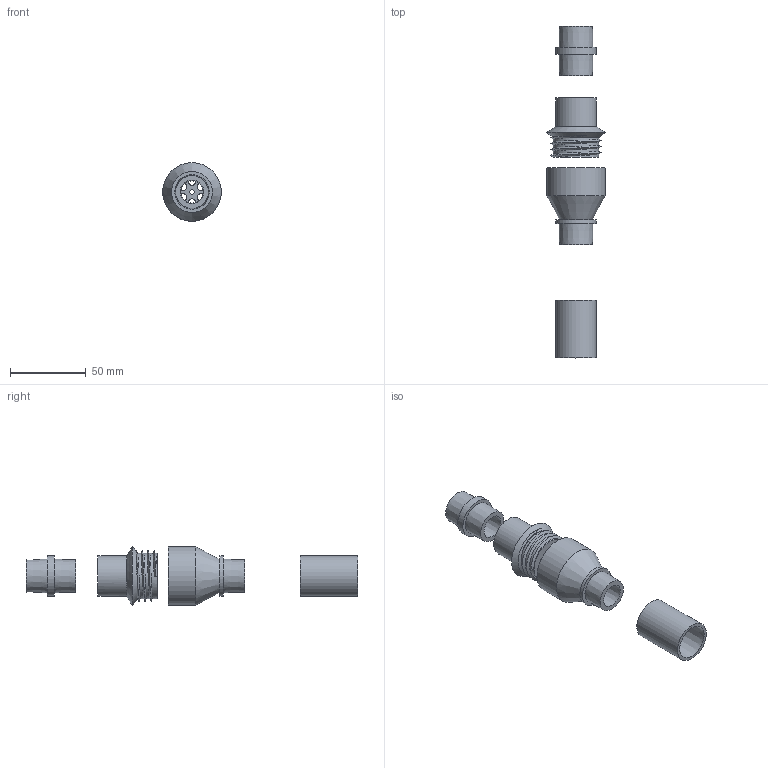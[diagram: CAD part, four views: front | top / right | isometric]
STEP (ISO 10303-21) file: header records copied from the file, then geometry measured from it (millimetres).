
FILE_DESCRIPTION(/* description */ (''),/* implementation_level */ '2;1');
FILE_NAME(/* name */ 'ventilator_port_full_f360.step',/* time_stamp */ '2020-03-29T12:23:02-04:00',/* author */ (''),/* organization */ (''),/* preprocessor_version */ 'ST-DEVELOPER v18',/* originating_system */ 'Autodesk Translation Framework v8.12.0.6',/* authorisation */ '');
FILE_SCHEMA (('AUTOMOTIVE_DESIGN { 1 0 10303 214 3 1 1 }'));
Length unit declared in the file: millimetre
Products named in the file (5): Port; Check Valve - Part 2 v1; Check Valve v2; Check Valve; Part 1
Assembly tree (4 placements, depth 4):
  Port
    Check Valve - Part 2 v1
    Check Valve v2
      Check Valve
        Part 1
Bounding box: 38.7 x 219.34 x 38.77 mm (x, y, z)
Volume: 43509.8 mm3; surface area: 30366.7 mm2
Topology: 4 solids, 4 shells, 68 faces, 164 edges, 110 vertices
Faces by surface type: cylinder 26, plane 21, cone 16, bspline 5
Full cylindrical faces by diameter (mm): 2.9 x1, 5 x6, 14.62 x2, 15 x2, 24 x1, 27 x4, 30 x2, 30.7 x2, 35.1 x1, 38.7 x1
Entity records: 4014 total; most frequent: CARTESIAN_POINT 2237, DIRECTION 373, ORIENTED_EDGE 328, EDGE_CURVE 164, AXIS2_PLACEMENT_3D 164, VERTEX_POINT 110, EDGE_LOOP 96, CIRCLE 89
